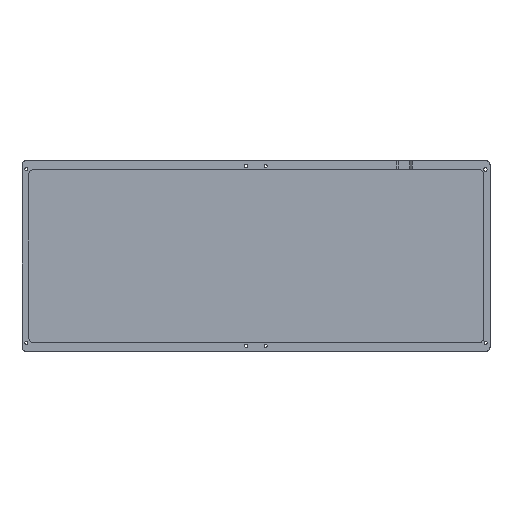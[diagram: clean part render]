
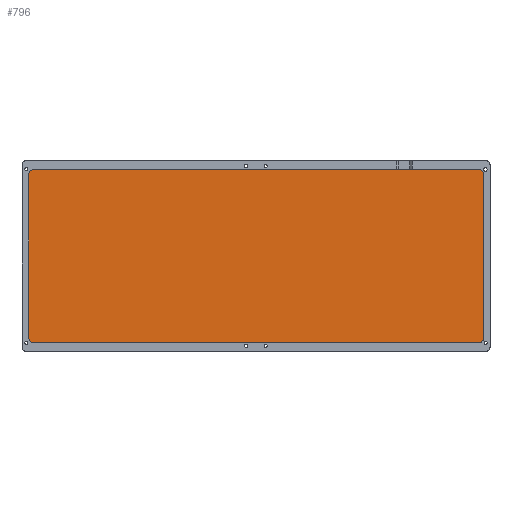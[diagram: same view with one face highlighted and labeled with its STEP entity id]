
A CAD part, top view. The second image highlights one B-rep face of the part: STEP entity #796.
In plain terms, the highlighted planar face has unit normal (0, 0, 1).
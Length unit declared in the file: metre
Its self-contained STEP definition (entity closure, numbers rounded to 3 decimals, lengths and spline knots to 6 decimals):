
#43=CIRCLE('',#871,0.004);
#45=CIRCLE('',#875,0.004);
#47=CIRCLE('',#879,0.004);
#49=CIRCLE('',#883,0.004);
#252=ORIENTED_EDGE('',*,*,#337,.T.);
#253=ORIENTED_EDGE('',*,*,#333,.T.);
#254=ORIENTED_EDGE('',*,*,#369,.F.);
#255=ORIENTED_EDGE('',*,*,#358,.T.);
#256=ORIENTED_EDGE('',*,*,#356,.F.);
#257=ORIENTED_EDGE('',*,*,#346,.T.);
#258=ORIENTED_EDGE('',*,*,#343,.T.);
#259=ORIENTED_EDGE('',*,*,#340,.T.);
#333=EDGE_CURVE('',#423,#424,#43,.T.);
#337=EDGE_CURVE('',#427,#423,#478,.T.);
#340=EDGE_CURVE('',#429,#427,#45,.T.);
#343=EDGE_CURVE('',#431,#429,#482,.T.);
#346=EDGE_CURVE('',#433,#431,#47,.T.);
#356=EDGE_CURVE('',#433,#442,#493,.T.);
#358=EDGE_CURVE('',#443,#442,#49,.T.);
#369=EDGE_CURVE('',#443,#424,#496,.T.);
#423=VERTEX_POINT('',#1280);
#424=VERTEX_POINT('',#1281);
#427=VERTEX_POINT('',#1289);
#429=VERTEX_POINT('',#1295);
#431=VERTEX_POINT('',#1301);
#433=VERTEX_POINT('',#1307);
#442=VERTEX_POINT('',#1327);
#443=VERTEX_POINT('',#1331);
#478=LINE('',#1288,#528);
#482=LINE('',#1300,#532);
#493=LINE('',#1326,#543);
#496=LINE('',#1359,#546);
#528=VECTOR('',#1055,1.);
#532=VECTOR('',#1067,1.);
#543=VECTOR('',#1086,1.);
#546=VECTOR('',#1127,1.);
#636=EDGE_LOOP('',(#252,#253,#254,#255,#256,#257,#258,#259));
#724=FACE_BOUND('',#636,.T.);
#748=PLANE('',#905);
#796=ADVANCED_FACE('',(#724),#748,.T.);
#871=AXIS2_PLACEMENT_3D('',#1279,#1047,#1048);
#875=AXIS2_PLACEMENT_3D('',#1294,#1060,#1061);
#879=AXIS2_PLACEMENT_3D('',#1306,#1072,#1073);
#883=AXIS2_PLACEMENT_3D('',#1330,#1090,#1091);
#905=AXIS2_PLACEMENT_3D('',#1368,#1139,#1140);
#1047=DIRECTION('',(0.,0.,1.));
#1048=DIRECTION('',(1.,0.,0.));
#1055=DIRECTION('',(1.,0.,0.));
#1060=DIRECTION('',(0.,0.,1.));
#1061=DIRECTION('',(1.,0.,0.));
#1067=DIRECTION('',(0.,-1.,0.));
#1072=DIRECTION('',(0.,0.,1.));
#1073=DIRECTION('',(1.,0.,0.));
#1086=DIRECTION('',(1.,0.,0.));
#1090=DIRECTION('',(0.,0.,1.));
#1091=DIRECTION('',(1.,0.,0.));
#1127=DIRECTION('',(0.,-1.,0.));
#1139=DIRECTION('',(0.,0.,1.));
#1140=DIRECTION('',(1.,0.,0.));
#1279=CARTESIAN_POINT('',(0.163178,-0.056323,0.0015));
#1280=CARTESIAN_POINT('',(0.163178,-0.060323,0.0015));
#1281=CARTESIAN_POINT('',(0.167178,-0.056323,0.0015));
#1288=CARTESIAN_POINT('',(0.004178,-0.060323,0.0015));
#1289=CARTESIAN_POINT('',(-0.154822,-0.060323,0.0015));
#1294=CARTESIAN_POINT('',(-0.154822,-0.056323,0.0015));
#1295=CARTESIAN_POINT('',(-0.158822,-0.056323,0.0015));
#1300=CARTESIAN_POINT('',(-0.158822,0.001802,0.0015));
#1301=CARTESIAN_POINT('',(-0.158822,0.059927,0.0015));
#1306=CARTESIAN_POINT('',(-0.154822,0.059927,0.0015));
#1307=CARTESIAN_POINT('',(-0.154822,0.063927,0.0015));
#1326=CARTESIAN_POINT('',(0.004178,0.063927,0.0015));
#1327=CARTESIAN_POINT('',(0.163178,0.063927,0.0015));
#1330=CARTESIAN_POINT('',(0.163178,0.059927,0.0015));
#1331=CARTESIAN_POINT('',(0.167178,0.059927,0.0015));
#1359=CARTESIAN_POINT('',(0.167178,0.001802,0.0015));
#1368=CARTESIAN_POINT('',(0.00395,0.001834,0.0015));
